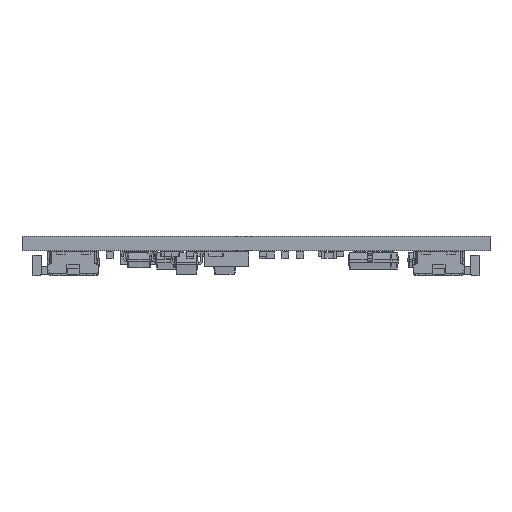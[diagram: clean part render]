
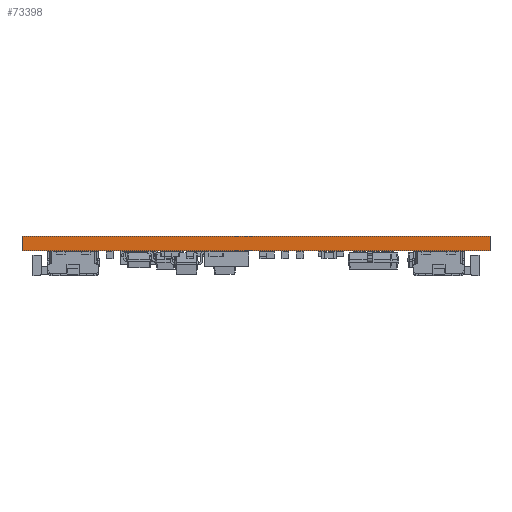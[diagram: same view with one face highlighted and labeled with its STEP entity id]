
A CAD part, front view. The second image highlights one B-rep face of the part: STEP entity #73398.
In plain terms, the highlighted planar face has unit normal (0, -1, 0).
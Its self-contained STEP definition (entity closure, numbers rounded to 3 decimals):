
#65427 = PLANE('',#65428);
#65428 = AXIS2_PLACEMENT_3D('',#65429,#65430,#65431);
#65429 = CARTESIAN_POINT('',(112.714,-86.977,0.98));
#65430 = DIRECTION('',(-0.,-0.,-1.));
#65431 = DIRECTION('',(-1.,0.,0.));
#65481 = PLANE('',#65482);
#65482 = AXIS2_PLACEMENT_3D('',#65483,#65484,#65485);
#65483 = CARTESIAN_POINT('',(112.714,-86.977,0.));
#65484 = DIRECTION('',(-0.,-0.,-1.));
#65485 = DIRECTION('',(-1.,0.,0.));
#66010 = VERTEX_POINT('',#66011);
#66011 = CARTESIAN_POINT('',(129.25,-106.,0.));
#66025 = PLANE('',#66026);
#66026 = AXIS2_PLACEMENT_3D('',#66027,#66028,#66029);
#66027 = CARTESIAN_POINT('',(129.25,-102.,0.));
#66028 = DIRECTION('',(1.,0.,-0.));
#66029 = DIRECTION('',(0.,-1.,0.));
#66037 = EDGE_CURVE('',#66010,#66038,#66040,.T.);
#66038 = VERTEX_POINT('',#66039);
#66039 = CARTESIAN_POINT('',(97.25,-106.,0.));
#66040 = SURFACE_CURVE('',#66041,(#66045,#66052),.PCURVE_S1.);
#66041 = LINE('',#66042,#66043);
#66042 = CARTESIAN_POINT('',(129.25,-106.,0.));
#66043 = VECTOR('',#66044,1.);
#66044 = DIRECTION('',(-1.,0.,0.));
#66045 = PCURVE('',#65481,#66046);
#66046 = DEFINITIONAL_REPRESENTATION('',(#66047),#66051);
#66047 = LINE('',#66048,#66049);
#66048 = CARTESIAN_POINT('',(-16.536,-19.023));
#66049 = VECTOR('',#66050,1.);
#66050 = DIRECTION('',(1.,0.));
#66051 = ( GEOMETRIC_REPRESENTATION_CONTEXT(2) 
PARAMETRIC_REPRESENTATION_CONTEXT() REPRESENTATION_CONTEXT('2D SPACE',''
  ) );
#66052 = PCURVE('',#66053,#66058);
#66053 = PLANE('',#66054);
#66054 = AXIS2_PLACEMENT_3D('',#66055,#66056,#66057);
#66055 = CARTESIAN_POINT('',(129.25,-106.,0.));
#66056 = DIRECTION('',(0.,-1.,0.));
#66057 = DIRECTION('',(-1.,0.,0.));
#66058 = DEFINITIONAL_REPRESENTATION('',(#66059),#66063);
#66059 = LINE('',#66060,#66061);
#66060 = CARTESIAN_POINT('',(0.,-0.));
#66061 = VECTOR('',#66062,1.);
#66062 = DIRECTION('',(1.,0.));
#66063 = ( GEOMETRIC_REPRESENTATION_CONTEXT(2) 
PARAMETRIC_REPRESENTATION_CONTEXT() REPRESENTATION_CONTEXT('2D SPACE',''
  ) );
#66081 = PLANE('',#66082);
#66082 = AXIS2_PLACEMENT_3D('',#66083,#66084,#66085);
#66083 = CARTESIAN_POINT('',(97.25,-106.,0.));
#66084 = DIRECTION('',(-1.,0.,0.));
#66085 = DIRECTION('',(0.,1.,0.));
#69768 = VERTEX_POINT('',#69769);
#69769 = CARTESIAN_POINT('',(129.25,-106.,0.98));
#69790 = EDGE_CURVE('',#69768,#69791,#69793,.T.);
#69791 = VERTEX_POINT('',#69792);
#69792 = CARTESIAN_POINT('',(97.25,-106.,0.98));
#69793 = SURFACE_CURVE('',#69794,(#69798,#69805),.PCURVE_S1.);
#69794 = LINE('',#69795,#69796);
#69795 = CARTESIAN_POINT('',(129.25,-106.,0.98));
#69796 = VECTOR('',#69797,1.);
#69797 = DIRECTION('',(-1.,0.,0.));
#69798 = PCURVE('',#65427,#69799);
#69799 = DEFINITIONAL_REPRESENTATION('',(#69800),#69804);
#69800 = LINE('',#69801,#69802);
#69801 = CARTESIAN_POINT('',(-16.536,-19.023));
#69802 = VECTOR('',#69803,1.);
#69803 = DIRECTION('',(1.,0.));
#69804 = ( GEOMETRIC_REPRESENTATION_CONTEXT(2) 
PARAMETRIC_REPRESENTATION_CONTEXT() REPRESENTATION_CONTEXT('2D SPACE',''
  ) );
#69805 = PCURVE('',#66053,#69806);
#69806 = DEFINITIONAL_REPRESENTATION('',(#69807),#69811);
#69807 = LINE('',#69808,#69809);
#69808 = CARTESIAN_POINT('',(0.,-0.98));
#69809 = VECTOR('',#69810,1.);
#69810 = DIRECTION('',(1.,0.));
#69811 = ( GEOMETRIC_REPRESENTATION_CONTEXT(2) 
PARAMETRIC_REPRESENTATION_CONTEXT() REPRESENTATION_CONTEXT('2D SPACE',''
  ) );
#73350 = EDGE_CURVE('',#66010,#69768,#73351,.T.);
#73351 = SURFACE_CURVE('',#73352,(#73356,#73363),.PCURVE_S1.);
#73352 = LINE('',#73353,#73354);
#73353 = CARTESIAN_POINT('',(129.25,-106.,0.));
#73354 = VECTOR('',#73355,1.);
#73355 = DIRECTION('',(0.,0.,1.));
#73356 = PCURVE('',#66025,#73357);
#73357 = DEFINITIONAL_REPRESENTATION('',(#73358),#73362);
#73358 = LINE('',#73359,#73360);
#73359 = CARTESIAN_POINT('',(4.,0.));
#73360 = VECTOR('',#73361,1.);
#73361 = DIRECTION('',(0.,-1.));
#73362 = ( GEOMETRIC_REPRESENTATION_CONTEXT(2) 
PARAMETRIC_REPRESENTATION_CONTEXT() REPRESENTATION_CONTEXT('2D SPACE',''
  ) );
#73363 = PCURVE('',#66053,#73364);
#73364 = DEFINITIONAL_REPRESENTATION('',(#73365),#73369);
#73365 = LINE('',#73366,#73367);
#73366 = CARTESIAN_POINT('',(0.,-0.));
#73367 = VECTOR('',#73368,1.);
#73368 = DIRECTION('',(0.,-1.));
#73369 = ( GEOMETRIC_REPRESENTATION_CONTEXT(2) 
PARAMETRIC_REPRESENTATION_CONTEXT() REPRESENTATION_CONTEXT('2D SPACE',''
  ) );
#73398 = ADVANCED_FACE('',(#73399),#66053,.T.);
#73399 = FACE_BOUND('',#73400,.T.);
#73400 = EDGE_LOOP('',(#73401,#73402,#73403,#73424));
#73401 = ORIENTED_EDGE('',*,*,#73350,.T.);
#73402 = ORIENTED_EDGE('',*,*,#69790,.T.);
#73403 = ORIENTED_EDGE('',*,*,#73404,.F.);
#73404 = EDGE_CURVE('',#66038,#69791,#73405,.T.);
#73405 = SURFACE_CURVE('',#73406,(#73410,#73417),.PCURVE_S1.);
#73406 = LINE('',#73407,#73408);
#73407 = CARTESIAN_POINT('',(97.25,-106.,0.));
#73408 = VECTOR('',#73409,1.);
#73409 = DIRECTION('',(0.,0.,1.));
#73410 = PCURVE('',#66053,#73411);
#73411 = DEFINITIONAL_REPRESENTATION('',(#73412),#73416);
#73412 = LINE('',#73413,#73414);
#73413 = CARTESIAN_POINT('',(32.,0.));
#73414 = VECTOR('',#73415,1.);
#73415 = DIRECTION('',(0.,-1.));
#73416 = ( GEOMETRIC_REPRESENTATION_CONTEXT(2) 
PARAMETRIC_REPRESENTATION_CONTEXT() REPRESENTATION_CONTEXT('2D SPACE',''
  ) );
#73417 = PCURVE('',#66081,#73418);
#73418 = DEFINITIONAL_REPRESENTATION('',(#73419),#73423);
#73419 = LINE('',#73420,#73421);
#73420 = CARTESIAN_POINT('',(0.,0.));
#73421 = VECTOR('',#73422,1.);
#73422 = DIRECTION('',(0.,-1.));
#73423 = ( GEOMETRIC_REPRESENTATION_CONTEXT(2) 
PARAMETRIC_REPRESENTATION_CONTEXT() REPRESENTATION_CONTEXT('2D SPACE',''
  ) );
#73424 = ORIENTED_EDGE('',*,*,#66037,.F.);
